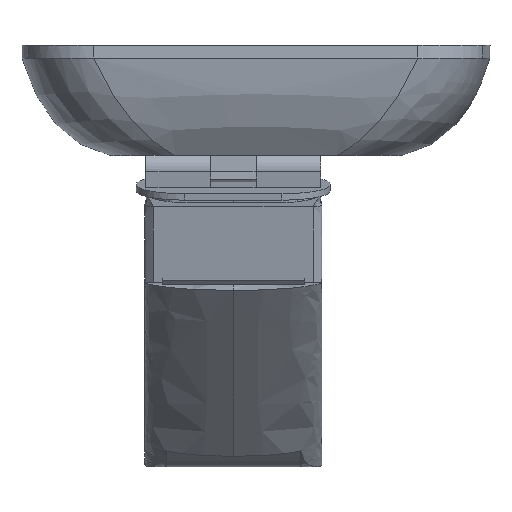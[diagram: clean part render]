
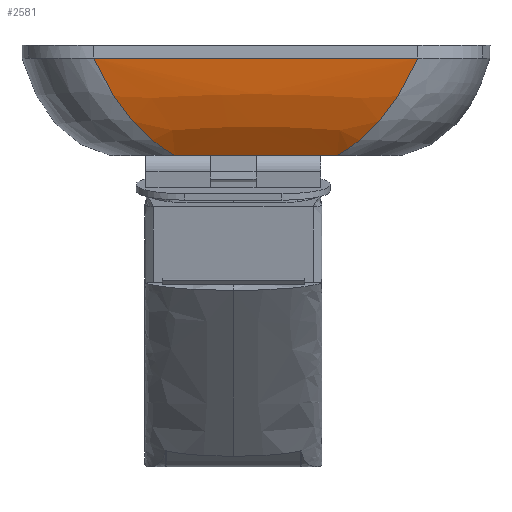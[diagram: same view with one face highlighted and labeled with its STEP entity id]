
A CAD part, top view. The second image highlights one B-rep face of the part: STEP entity #2581.
In plain terms, the highlighted free-form (B-spline) face has degree [3, 3] with [13, 4] control points.
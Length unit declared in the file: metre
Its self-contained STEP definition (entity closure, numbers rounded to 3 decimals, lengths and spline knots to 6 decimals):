
#143 = CARTESIAN_POINT ( 'NONE',  ( 0.047122, -0.015, 0.025905 ) ) ;
#210 = CARTESIAN_POINT ( 'NONE',  ( 0.03783, 0., 0.031405 ) ) ;
#226 = EDGE_CURVE ( 'NONE', #4928, #1073, #5188, .T. ) ;
#234 = CARTESIAN_POINT ( 'NONE',  ( 0.035748, 0., 0.031405 ) ) ;
#542 = VERTEX_POINT ( 'NONE', #5013 ) ;
#700 = CARTESIAN_POINT ( 'NONE',  ( 0.026531, -0.015, 0.025905 ) ) ;
#715 = B_SPLINE_CURVE_WITH_KNOTS ( 'NONE', 3,
 ( #4158, #2416, #4750, #738 ),
 .UNSPECIFIED., .F., .F.,
 ( 4, 4 ),
 ( 0., 1. ),
 .UNSPECIFIED. ) ;
#726 = CARTESIAN_POINT ( 'NONE',  ( 0.035748, -0.005875, 0.031107 ) ) ;
#738 = CARTESIAN_POINT ( 'NONE',  ( 0.023248, -0.015, 0.025905 ) ) ;
#751 = CARTESIAN_POINT ( 'NONE',  ( 0.048248, -0.015, 0.025905 ) ) ;
#773 = CARTESIAN_POINT ( 'NONE',  ( 0.029621, -0.015, 0.025905 ) ) ;
#802 = CARTESIAN_POINT ( 'NONE',  ( 0.033663, 0., 0.031405 ) ) ;
#1073 = VERTEX_POINT ( 'NONE', #7009 ) ;
#1094 = VERTEX_POINT ( 'NONE', #5449 ) ;
#1229 = DIRECTION ( 'NONE',  ( 1., 0., 0. ) ) ;
#1264 = CARTESIAN_POINT ( 'NONE',  ( 0.018062, -0.012202, 0.028524 ) ) ;
#1281 = CARTESIAN_POINT ( 'NONE',  ( 0.024899, -0.006267, 0.030885 ) ) ;
#1306 = CARTESIAN_POINT ( 'NONE',  ( 0.034358, -0.010875, 0.029273 ) ) ;
#1328 = CARTESIAN_POINT ( 'NONE',  ( 0.044966, -0.015, 0.025905 ) ) ;
#1353 = CARTESIAN_POINT ( 'NONE',  ( 0.051886, -0.012033, 0.028619 ) ) ;
#1422 = EDGE_LOOP ( 'NONE', ( #3340, #2746, #6475, #2914 ) ) ;
#1434 = EDGE_CURVE ( 'NONE', #542, #4928, #5146, .T. ) ;
#1510 = CARTESIAN_POINT ( 'NONE',  ( 0.048248, -0.015, 0.025905 ) ) ;
#1790 = CARTESIAN_POINT ( 'NONE',  ( 0.010716, 0., 0.031405 ) ) ;
#1810 = DIRECTION ( 'NONE',  ( -1., 0., 0. ) ) ;
#1851 = CARTESIAN_POINT ( 'NONE',  ( 0.041874, -0.015, 0.025905 ) ) ;
#1895 = CARTESIAN_POINT ( 'NONE',  ( 0.041052, -0.005957, 0.03106 ) ) ;
#1922 = CARTESIAN_POINT ( 'NONE',  ( 0.057567, -0.0072, 0.030358 ) ) ;
#2145 = B_SPLINE_SURFACE_WITH_KNOTS ( 'NONE', 3, 3, ( 
 ( #6226, #1922, #2460, #751 ),
 ( #3002, #4634, #1353, #143 ),
 ( #5726, #5747, #4074, #1328 ),
 ( #6822, #2932, #6341, #1851 ),
 ( #3518, #1895, #6844, #3585 ),
 ( #210, #4127, #4048, #5775 ),
 ( #234, #726, #2431, #5176 ),
 ( #802, #4658, #1306, #6870 ),
 ( #5273, #4704, #3562, #3540 ),
 ( #6800, #1281, #5817, #773 ),
 ( #5246, #2491, #3489, #700 ),
 ( #4682, #4608, #2955, #5200 ),
 ( #2409, #6274, #1264, #6299 ) ),
 .UNSPECIFIED., .F., .F., .F.,
 ( 4, 1, 1, 1, 3, 1, 1, 1, 4 ),
 ( 4, 4 ),
 ( 0.754042, 0.784766, 0.815489, 0.846212, 0.876935, 0.907701, 0.938467, 0.969234, 1. ),
 ( 0., 1. ),
 .UNSPECIFIED. ) ;
#2273 = CARTESIAN_POINT ( 'NONE',  ( 0.060716, 0., 0.031405 ) ) ;
#2409 = CARTESIAN_POINT ( 'NONE',  ( 0.010716, 0., 0.031405 ) ) ;
#2416 = CARTESIAN_POINT ( 'NONE',  ( 0.013885, -0.007202, 0.030357 ) ) ;
#2431 = CARTESIAN_POINT ( 'NONE',  ( 0.035748, -0.010875, 0.029273 ) ) ;
#2460 = CARTESIAN_POINT ( 'NONE',  ( 0.053411, -0.0122, 0.028525 ) ) ;
#2491 = CARTESIAN_POINT ( 'NONE',  ( 0.019335, -0.006701, 0.03064 ) ) ;
#2543 = CARTESIAN_POINT ( 'NONE',  ( 0.060716, 0., 0.031405 ) ) ;
#2581 = ADVANCED_FACE ( 'NONE', ( #5816 ), #2145, .T. ) ;
#2746 = ORIENTED_EDGE ( 'NONE', *, *, #3520, .T. ) ;
#2796 = VECTOR ( 'NONE', #1810, 1. ) ;
#2914 = ORIENTED_EDGE ( 'NONE', *, *, #226, .F. ) ;
#2932 = CARTESIAN_POINT ( 'NONE',  ( 0.046576, -0.006266, 0.030886 ) ) ;
#2955 = CARTESIAN_POINT ( 'NONE',  ( 0.019589, -0.012034, 0.028618 ) ) ;
#3002 = CARTESIAN_POINT ( 'NONE',  ( 0.058773, 0., 0.031405 ) ) ;
#3340 = ORIENTED_EDGE ( 'NONE', *, *, #1434, .F. ) ;
#3489 = CARTESIAN_POINT ( 'NONE',  ( 0.022619, -0.011701, 0.028806 ) ) ;
#3518 = CARTESIAN_POINT ( 'NONE',  ( 0.042068, 0., 0.031405 ) ) ;
#3520 = EDGE_CURVE ( 'NONE', #542, #1094, #715, .T. ) ;
#3540 = CARTESIAN_POINT ( 'NONE',  ( 0.03266, -0.015, 0.025905 ) ) ;
#3562 = CARTESIAN_POINT ( 'NONE',  ( 0.031517, -0.010957, 0.029227 ) ) ;
#3585 = CARTESIAN_POINT ( 'NONE',  ( 0.038834, -0.015, 0.025905 ) ) ;
#4048 = CARTESIAN_POINT ( 'NONE',  ( 0.037136, -0.010875, 0.029273 ) ) ;
#4074 = CARTESIAN_POINT ( 'NONE',  ( 0.04886, -0.0117, 0.028807 ) ) ;
#4127 = CARTESIAN_POINT ( 'NONE',  ( 0.037483, -0.005875, 0.031107 ) ) ;
#4158 = CARTESIAN_POINT ( 'NONE',  ( 0.010716, 0., 0.031405 ) ) ;
#4284 = LINE ( 'NONE', #4620, #2796 ) ;
#4608 = CARTESIAN_POINT ( 'NONE',  ( 0.015685, -0.007034, 0.030452 ) ) ;
#4620 = CARTESIAN_POINT ( 'NONE',  ( 0.048248, -0.015, 0.025905 ) ) ;
#4634 = CARTESIAN_POINT ( 'NONE',  ( 0.05577, -0.007033, 0.030453 ) ) ;
#4658 = CARTESIAN_POINT ( 'NONE',  ( 0.034011, -0.005875, 0.031107 ) ) ;
#4682 = CARTESIAN_POINT ( 'NONE',  ( 0.012663, 0., 0.031405 ) ) ;
#4704 = CARTESIAN_POINT ( 'NONE',  ( 0.030435, -0.005957, 0.03106 ) ) ;
#4705 = VECTOR ( 'NONE', #1229, 1. ) ;
#4750 = CARTESIAN_POINT ( 'NONE',  ( 0.018062, -0.012202, 0.028524 ) ) ;
#4928 = VERTEX_POINT ( 'NONE', #2273 ) ;
#5009 = EDGE_CURVE ( 'NONE', #1073, #1094, #4284, .T. ) ;
#5013 = CARTESIAN_POINT ( 'NONE',  ( 0.010716, 0., 0.031405 ) ) ;
#5146 = LINE ( 'NONE', #1790, #4705 ) ;
#5176 = CARTESIAN_POINT ( 'NONE',  ( 0.035748, -0.015, 0.025905 ) ) ;
#5188 = B_SPLINE_CURVE_WITH_KNOTS ( 'NONE', 3,
 ( #2543, #5961, #6992, #1510 ),
 .UNSPECIFIED., .F., .F.,
 ( 4, 4 ),
 ( 0., 1. ),
 .UNSPECIFIED. ) ;
#5200 = CARTESIAN_POINT ( 'NONE',  ( 0.024375, -0.015, 0.025905 ) ) ;
#5246 = CARTESIAN_POINT ( 'NONE',  ( 0.01668, 0., 0.031405 ) ) ;
#5273 = CARTESIAN_POINT ( 'NONE',  ( 0.029417, 0., 0.031405 ) ) ;
#5449 = CARTESIAN_POINT ( 'NONE',  ( 0.023248, -0.015, 0.025905 ) ) ;
#5726 = CARTESIAN_POINT ( 'NONE',  ( 0.054766, 0., 0.031405 ) ) ;
#5747 = CARTESIAN_POINT ( 'NONE',  ( 0.052127, -0.0067, 0.03064 ) ) ;
#5775 = CARTESIAN_POINT ( 'NONE',  ( 0.036789, -0.015, 0.025905 ) ) ;
#5816 = FACE_OUTER_BOUND ( 'NONE', #1422, .T. ) ;
#5817 = CARTESIAN_POINT ( 'NONE',  ( 0.027111, -0.011267, 0.029052 ) ) ;
#5961 = CARTESIAN_POINT ( 'NONE',  ( 0.057567, -0.0072, 0.030358 ) ) ;
#6226 = CARTESIAN_POINT ( 'NONE',  ( 0.060716, 0., 0.031405 ) ) ;
#6274 = CARTESIAN_POINT ( 'NONE',  ( 0.013885, -0.007202, 0.030357 ) ) ;
#6299 = CARTESIAN_POINT ( 'NONE',  ( 0.023248, -0.015, 0.025905 ) ) ;
#6341 = CARTESIAN_POINT ( 'NONE',  ( 0.044373, -0.011266, 0.029052 ) ) ;
#6475 = ORIENTED_EDGE ( 'NONE', *, *, #5009, .F. ) ;
#6800 = CARTESIAN_POINT ( 'NONE',  ( 0.022985, 0., 0.031405 ) ) ;
#6822 = CARTESIAN_POINT ( 'NONE',  ( 0.048481, 0., 0.031405 ) ) ;
#6844 = CARTESIAN_POINT ( 'NONE',  ( 0.039974, -0.010957, 0.029227 ) ) ;
#6870 = CARTESIAN_POINT ( 'NONE',  ( 0.034706, -0.015, 0.025905 ) ) ;
#6992 = CARTESIAN_POINT ( 'NONE',  ( 0.053411, -0.0122, 0.028525 ) ) ;
#7009 = CARTESIAN_POINT ( 'NONE',  ( 0.048248, -0.015, 0.025905 ) ) ;
